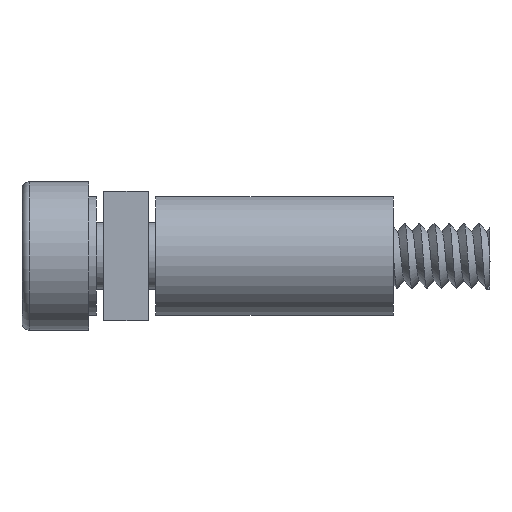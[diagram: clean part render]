
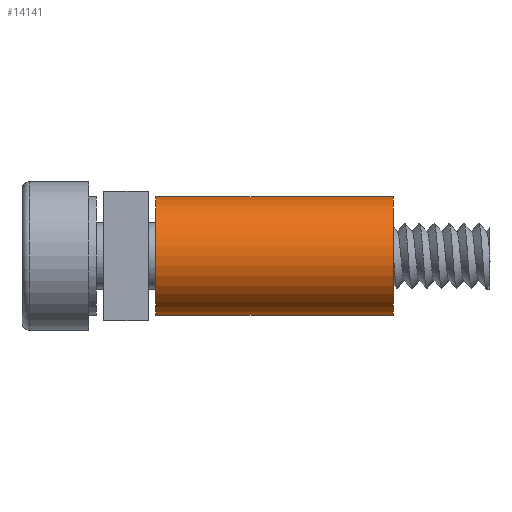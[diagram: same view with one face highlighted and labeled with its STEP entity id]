
A CAD part, left-side view. The second image highlights one B-rep face of the part: STEP entity #14141.
In plain terms, the highlighted cylindrical face has radius 2 mm (diameter 4 mm), a partial arc.
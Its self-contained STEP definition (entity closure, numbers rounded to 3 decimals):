
#435 = CIRCLE ( 'NONE', #13662, 2. ) ;
#737 = DIRECTION ( 'NONE',  ( 0., 0., -1. ) ) ;
#911 = VERTEX_POINT ( 'NONE', #17270 ) ;
#917 = CARTESIAN_POINT ( 'NONE',  ( 0., -12., 0. ) ) ;
#2385 = DIRECTION ( 'NONE',  ( 0., 1., 0. ) ) ;
#2400 = DIRECTION ( 'NONE',  ( 0., -1., 0. ) ) ;
#2487 = VECTOR ( 'NONE', #19942, 1000. ) ;
#3870 = EDGE_LOOP ( 'NONE', ( #19923, #4364, #3916, #8806 ) ) ;
#3916 = ORIENTED_EDGE ( 'NONE', *, *, #13431, .T. ) ;
#4364 = ORIENTED_EDGE ( 'NONE', *, *, #7050, .F. ) ;
#4744 = DIRECTION ( 'NONE',  ( 0., 1., 0. ) ) ;
#5441 = VERTEX_POINT ( 'NONE', #18597 ) ;
#7050 = EDGE_CURVE ( 'NONE', #10080, #911, #12992, .T. ) ;
#8282 = CARTESIAN_POINT ( 'NONE',  ( 0., -12., 2. ) ) ;
#8455 = CYLINDRICAL_SURFACE ( 'NONE', #14940, 2. ) ;
#8490 = AXIS2_PLACEMENT_3D ( 'NONE', #12465, #2400, #14136 ) ;
#8806 = ORIENTED_EDGE ( 'NONE', *, *, #17288, .T. ) ;
#8931 = LINE ( 'NONE', #14118, #13334 ) ;
#10080 = VERTEX_POINT ( 'NONE', #21609 ) ;
#10864 = DIRECTION ( 'NONE',  ( 0., -1., 0. ) ) ;
#11472 = DIRECTION ( 'NONE',  ( 0., 0., 1. ) ) ;
#12465 = CARTESIAN_POINT ( 'NONE',  ( 0., -12., 0. ) ) ;
#12992 = CIRCLE ( 'NONE', #8490, 2. ) ;
#13334 = VECTOR ( 'NONE', #2385, 1000. ) ;
#13431 = EDGE_CURVE ( 'NONE', #10080, #5441, #15351, .T. ) ;
#13662 = AXIS2_PLACEMENT_3D ( 'NONE', #20863, #10864, #737 ) ;
#14118 = CARTESIAN_POINT ( 'NONE',  ( 0., -12., -2. ) ) ;
#14136 = DIRECTION ( 'NONE',  ( 0., 0., -1. ) ) ;
#14141 = ADVANCED_FACE ( 'NONE', ( #14425 ), #8455, .T. ) ;
#14425 = FACE_OUTER_BOUND ( 'NONE', #3870, .T. ) ;
#14912 = VERTEX_POINT ( 'NONE', #18668 ) ;
#14940 = AXIS2_PLACEMENT_3D ( 'NONE', #917, #4744, #11472 ) ;
#15351 = LINE ( 'NONE', #8282, #2487 ) ;
#17270 = CARTESIAN_POINT ( 'NONE',  ( 0., -12., -2. ) ) ;
#17272 = EDGE_CURVE ( 'NONE', #911, #14912, #8931, .T. ) ;
#17288 = EDGE_CURVE ( 'NONE', #5441, #14912, #435, .T. ) ;
#18597 = CARTESIAN_POINT ( 'NONE',  ( 0., -4., 2. ) ) ;
#18668 = CARTESIAN_POINT ( 'NONE',  ( 0., -4., -2. ) ) ;
#19923 = ORIENTED_EDGE ( 'NONE', *, *, #17272, .F. ) ;
#19942 = DIRECTION ( 'NONE',  ( 0., 1., 0. ) ) ;
#20863 = CARTESIAN_POINT ( 'NONE',  ( 0., -4., 0. ) ) ;
#21609 = CARTESIAN_POINT ( 'NONE',  ( 0., -12., 2. ) ) ;
